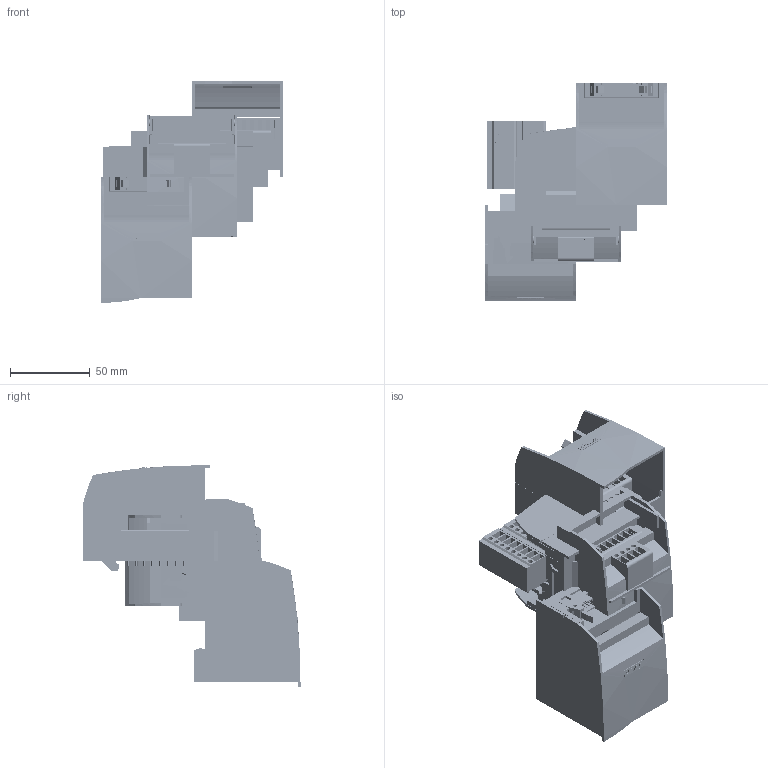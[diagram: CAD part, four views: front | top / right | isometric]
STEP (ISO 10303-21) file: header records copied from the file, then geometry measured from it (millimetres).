
FILE_DESCRIPTION( ( 'Unknown' ), '1' );
FILE_NAME( '6es79240bb200aa0_001_stp.stp', 'Unknown', ( 'Unknown' ), ( 'Unknown' ), 'PSStep 13.0', 'Unknown', ' ' );
FILE_SCHEMA( ( 'AUTOMOTIVE_DESIGN { 1 0 10303 214 1 1 1 1 }' ) );
Length unit declared in the file: millimetre
Products named in the file (45): Motherboard-8bit_TP2_3_A-oa0_0; Device_G2CR-oa1_0; Assem1; C98130-A7800-X251__0; PHX FRONT 2,5-V Block 4+8+8_0_0; FCI-71918-116BLF_2_0; PCB 8bit_TP2_3_A_0_0; SIEMENS-Kleber-17x4,5_3_0; C98130-A7800-C011CR_0_0; C98130-A7800-C013.CR_0_0; C98130-A7800-C012CR_0_0; C98130-A7800-X251_0_0
Bounding box: 114 x 136 x 139 mm (x, y, z)
Volume: 415444.8 mm3; surface area: 317046.4 mm2
Topology: 137 solids, 137 shells, 5547 faces, 14494 edges, 9909 vertices
Faces by surface type: plane 4223, cylinder 1032, extrusion 292
Full cylindrical faces by diameter (mm): 0.5 x10, 1.02 x80, 1.3 x200, 1.4 x495, 3 x100, 4 x8
Entity records: 54874 total; most frequent: CARTESIAN_POINT 12548, ORIENTED_EDGE 6180, DIRECTION 5952, EDGE_CURVE 3090, VECTOR 2554, LINE 2458, VERTEX_POINT 2179, EDGE_LOOP 1883
